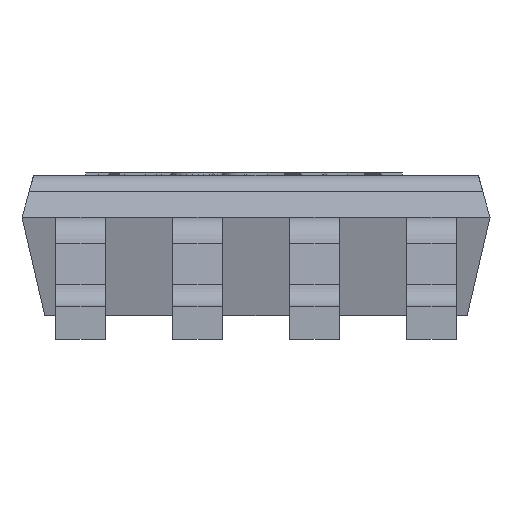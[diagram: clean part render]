
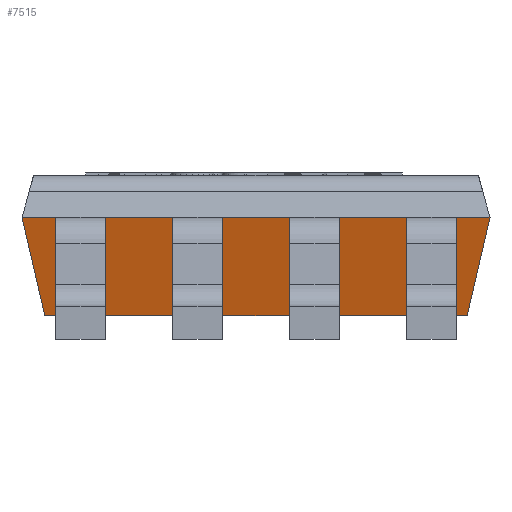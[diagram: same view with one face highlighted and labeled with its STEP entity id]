
A CAD part, left-side view. The second image highlights one B-rep face of the part: STEP entity #7515.
In plain terms, the highlighted free-form (B-spline) face has degree [1, 1] with [2, 2] control points.
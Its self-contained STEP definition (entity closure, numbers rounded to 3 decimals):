
#1681 = VERTEX_POINT('',#1682);
#1682 = CARTESIAN_POINT('',(-1.15,1.,0.52));
#1845 = VERTEX_POINT('',#1846);
#1846 = CARTESIAN_POINT('',(-1.15,-1.,0.52));
#6803 = EDGE_CURVE('',#6804,#1845,#6806,.T.);
#6804 = VERTEX_POINT('',#6805);
#6805 = CARTESIAN_POINT('',(-1.15,-0.855,0.52));
#6806 = LINE('',#6807,#6808);
#6807 = CARTESIAN_POINT('',(-1.15,1.,0.52));
#6808 = VECTOR('',#6809,1.);
#6809 = DIRECTION('',(0.,-1.,0.));
#6812 = VERTEX_POINT('',#6813);
#6813 = CARTESIAN_POINT('',(-1.15,-0.645,0.52));
#6819 = EDGE_CURVE('',#6820,#6812,#6822,.T.);
#6820 = VERTEX_POINT('',#6821);
#6821 = CARTESIAN_POINT('',(-1.15,-0.355,0.52));
#6822 = LINE('',#6823,#6824);
#6823 = CARTESIAN_POINT('',(-1.15,1.,0.52));
#6824 = VECTOR('',#6825,1.);
#6825 = DIRECTION('',(0.,-1.,0.));
#6828 = VERTEX_POINT('',#6829);
#6829 = CARTESIAN_POINT('',(-1.15,-0.145,0.52));
#6835 = EDGE_CURVE('',#6836,#6828,#6838,.T.);
#6836 = VERTEX_POINT('',#6837);
#6837 = CARTESIAN_POINT('',(-1.15,0.145,0.52));
#6838 = LINE('',#6839,#6840);
#6839 = CARTESIAN_POINT('',(-1.15,1.,0.52));
#6840 = VECTOR('',#6841,1.);
#6841 = DIRECTION('',(0.,-1.,0.));
#6844 = VERTEX_POINT('',#6845);
#6845 = CARTESIAN_POINT('',(-1.15,0.355,0.52));
#6851 = EDGE_CURVE('',#6852,#6844,#6854,.T.);
#6852 = VERTEX_POINT('',#6853);
#6853 = CARTESIAN_POINT('',(-1.15,0.645,0.52));
#6854 = LINE('',#6855,#6856);
#6855 = CARTESIAN_POINT('',(-1.15,1.,0.52));
#6856 = VECTOR('',#6857,1.);
#6857 = DIRECTION('',(0.,-1.,0.));
#6860 = VERTEX_POINT('',#6861);
#6861 = CARTESIAN_POINT('',(-1.15,0.855,0.52));
#6867 = EDGE_CURVE('',#1681,#6860,#6868,.T.);
#6868 = LINE('',#6869,#6870);
#6869 = CARTESIAN_POINT('',(-1.15,1.,0.52));
#6870 = VECTOR('',#6871,1.);
#6871 = DIRECTION('',(0.,-1.,0.));
#6884 = EDGE_CURVE('',#1681,#6885,#6887,.T.);
#6885 = VERTEX_POINT('',#6886);
#6886 = CARTESIAN_POINT('',(-1.038,0.903,0.1));
#6887 = B_SPLINE_CURVE_WITH_KNOTS('',1,(#6888,#6889),.UNSPECIFIED.,.F.,
  .F.,(2,2),(0.,1.),.PIECEWISE_BEZIER_KNOTS.);
#6888 = CARTESIAN_POINT('',(-1.15,1.,0.52));
#6889 = CARTESIAN_POINT('',(-1.038,0.903,0.1));
#6921 = VERTEX_POINT('',#6922);
#6922 = CARTESIAN_POINT('',(-1.038,-0.903,0.1));
#6928 = EDGE_CURVE('',#1845,#6921,#6929,.T.);
#6929 = B_SPLINE_CURVE_WITH_KNOTS('',1,(#6930,#6931),.UNSPECIFIED.,.F.,
  .F.,(2,2),(0.,1.),.PIECEWISE_BEZIER_KNOTS.);
#6930 = CARTESIAN_POINT('',(-1.15,-1.,0.52));
#6931 = CARTESIAN_POINT('',(-1.038,-0.903,0.1));
#7515 = ADVANCED_FACE('',(#7516),#7631,.F.);
#7516 = FACE_BOUND('',#7517,.F.);
#7517 = EDGE_LOOP('',(#7518,#7519,#7520,#7530,#7537,#7545,#7546,#7556,
    #7563,#7571,#7572,#7582,#7589,#7597,#7598,#7608,#7615,#7623,#7624,
    #7625));
#7518 = ORIENTED_EDGE('',*,*,#6884,.F.);
#7519 = ORIENTED_EDGE('',*,*,#6867,.T.);
#7520 = ORIENTED_EDGE('',*,*,#7521,.T.);
#7521 = EDGE_CURVE('',#6860,#7522,#7524,.T.);
#7522 = VERTEX_POINT('',#7523);
#7523 = CARTESIAN_POINT('',(-1.112,0.855,0.379));
#7524 = B_SPLINE_CURVE_WITH_KNOTS('',4,(#7525,#7526,#7527,#7528,#7529),
  .UNSPECIFIED.,.F.,.F.,(5,5),(0.,1.),.PIECEWISE_BEZIER_KNOTS.);
#7525 = CARTESIAN_POINT('',(-1.15,0.855,0.52));
#7526 = CARTESIAN_POINT('',(-1.124,0.855,0.423));
#7527 = CARTESIAN_POINT('',(-1.098,0.855,0.327));
#7528 = CARTESIAN_POINT('',(-1.073,0.855,0.231));
#7529 = CARTESIAN_POINT('',(-1.047,0.855,0.134));
#7530 = ORIENTED_EDGE('',*,*,#7531,.F.);
#7531 = EDGE_CURVE('',#7532,#7522,#7534,.T.);
#7532 = VERTEX_POINT('',#7533);
#7533 = CARTESIAN_POINT('',(-1.112,0.645,0.379));
#7534 = B_SPLINE_CURVE_WITH_KNOTS('',1,(#7535,#7536),.UNSPECIFIED.,.F.,
  .F.,(2,2),(0.,1.),.PIECEWISE_BEZIER_KNOTS.);
#7535 = CARTESIAN_POINT('',(-1.112,0.645,0.379));
#7536 = CARTESIAN_POINT('',(-1.112,0.855,0.379));
#7537 = ORIENTED_EDGE('',*,*,#7538,.F.);
#7538 = EDGE_CURVE('',#6852,#7532,#7539,.T.);
#7539 = B_SPLINE_CURVE_WITH_KNOTS('',4,(#7540,#7541,#7542,#7543,#7544),
  .UNSPECIFIED.,.F.,.F.,(5,5),(0.,1.),.PIECEWISE_BEZIER_KNOTS.);
#7540 = CARTESIAN_POINT('',(-1.15,0.645,0.52));
#7541 = CARTESIAN_POINT('',(-1.124,0.645,0.424));
#7542 = CARTESIAN_POINT('',(-1.098,0.645,0.327));
#7543 = CARTESIAN_POINT('',(-1.073,0.645,0.231));
#7544 = CARTESIAN_POINT('',(-1.047,0.645,0.134));
#7545 = ORIENTED_EDGE('',*,*,#6851,.T.);
#7546 = ORIENTED_EDGE('',*,*,#7547,.T.);
#7547 = EDGE_CURVE('',#6844,#7548,#7550,.T.);
#7548 = VERTEX_POINT('',#7549);
#7549 = CARTESIAN_POINT('',(-1.112,0.355,0.379));
#7550 = B_SPLINE_CURVE_WITH_KNOTS('',4,(#7551,#7552,#7553,#7554,#7555),
  .UNSPECIFIED.,.F.,.F.,(5,5),(0.,1.),.PIECEWISE_BEZIER_KNOTS.);
#7551 = CARTESIAN_POINT('',(-1.15,0.355,0.52));
#7552 = CARTESIAN_POINT('',(-1.124,0.355,0.424));
#7553 = CARTESIAN_POINT('',(-1.098,0.355,0.327));
#7554 = CARTESIAN_POINT('',(-1.073,0.355,0.231));
#7555 = CARTESIAN_POINT('',(-1.047,0.355,0.134));
#7556 = ORIENTED_EDGE('',*,*,#7557,.F.);
#7557 = EDGE_CURVE('',#7558,#7548,#7560,.T.);
#7558 = VERTEX_POINT('',#7559);
#7559 = CARTESIAN_POINT('',(-1.112,0.145,0.379));
#7560 = B_SPLINE_CURVE_WITH_KNOTS('',1,(#7561,#7562),.UNSPECIFIED.,.F.,
  .F.,(2,2),(0.,1.),.PIECEWISE_BEZIER_KNOTS.);
#7561 = CARTESIAN_POINT('',(-1.112,0.145,0.379));
#7562 = CARTESIAN_POINT('',(-1.112,0.355,0.379));
#7563 = ORIENTED_EDGE('',*,*,#7564,.F.);
#7564 = EDGE_CURVE('',#6836,#7558,#7565,.T.);
#7565 = B_SPLINE_CURVE_WITH_KNOTS('',4,(#7566,#7567,#7568,#7569,#7570),
  .UNSPECIFIED.,.F.,.F.,(5,5),(0.,1.),.PIECEWISE_BEZIER_KNOTS.);
#7566 = CARTESIAN_POINT('',(-1.15,0.145,0.52));
#7567 = CARTESIAN_POINT('',(-1.124,0.145,0.424));
#7568 = CARTESIAN_POINT('',(-1.098,0.145,0.327));
#7569 = CARTESIAN_POINT('',(-1.073,0.145,0.231));
#7570 = CARTESIAN_POINT('',(-1.047,0.145,0.134));
#7571 = ORIENTED_EDGE('',*,*,#6835,.T.);
#7572 = ORIENTED_EDGE('',*,*,#7573,.T.);
#7573 = EDGE_CURVE('',#6828,#7574,#7576,.T.);
#7574 = VERTEX_POINT('',#7575);
#7575 = CARTESIAN_POINT('',(-1.112,-0.145,0.379));
#7576 = B_SPLINE_CURVE_WITH_KNOTS('',4,(#7577,#7578,#7579,#7580,#7581),
  .UNSPECIFIED.,.F.,.F.,(5,5),(0.,1.),.PIECEWISE_BEZIER_KNOTS.);
#7577 = CARTESIAN_POINT('',(-1.15,-0.145,0.52));
#7578 = CARTESIAN_POINT('',(-1.124,-0.145,0.424));
#7579 = CARTESIAN_POINT('',(-1.098,-0.145,0.327));
#7580 = CARTESIAN_POINT('',(-1.073,-0.145,0.231));
#7581 = CARTESIAN_POINT('',(-1.047,-0.145,0.134));
#7582 = ORIENTED_EDGE('',*,*,#7583,.F.);
#7583 = EDGE_CURVE('',#7584,#7574,#7586,.T.);
#7584 = VERTEX_POINT('',#7585);
#7585 = CARTESIAN_POINT('',(-1.112,-0.355,0.379));
#7586 = B_SPLINE_CURVE_WITH_KNOTS('',1,(#7587,#7588),.UNSPECIFIED.,.F.,
  .F.,(2,2),(0.,1.),.PIECEWISE_BEZIER_KNOTS.);
#7587 = CARTESIAN_POINT('',(-1.112,-0.355,0.379));
#7588 = CARTESIAN_POINT('',(-1.112,-0.145,0.379));
#7589 = ORIENTED_EDGE('',*,*,#7590,.F.);
#7590 = EDGE_CURVE('',#6820,#7584,#7591,.T.);
#7591 = B_SPLINE_CURVE_WITH_KNOTS('',4,(#7592,#7593,#7594,#7595,#7596),
  .UNSPECIFIED.,.F.,.F.,(5,5),(0.,1.),.PIECEWISE_BEZIER_KNOTS.);
#7592 = CARTESIAN_POINT('',(-1.15,-0.355,0.52));
#7593 = CARTESIAN_POINT('',(-1.124,-0.355,0.424));
#7594 = CARTESIAN_POINT('',(-1.098,-0.355,0.327));
#7595 = CARTESIAN_POINT('',(-1.073,-0.355,0.231));
#7596 = CARTESIAN_POINT('',(-1.047,-0.355,0.134));
#7597 = ORIENTED_EDGE('',*,*,#6819,.T.);
#7598 = ORIENTED_EDGE('',*,*,#7599,.T.);
#7599 = EDGE_CURVE('',#6812,#7600,#7602,.T.);
#7600 = VERTEX_POINT('',#7601);
#7601 = CARTESIAN_POINT('',(-1.112,-0.645,0.379));
#7602 = B_SPLINE_CURVE_WITH_KNOTS('',4,(#7603,#7604,#7605,#7606,#7607),
  .UNSPECIFIED.,.F.,.F.,(5,5),(0.,1.),.PIECEWISE_BEZIER_KNOTS.);
#7603 = CARTESIAN_POINT('',(-1.15,-0.645,0.52));
#7604 = CARTESIAN_POINT('',(-1.124,-0.645,0.424));
#7605 = CARTESIAN_POINT('',(-1.098,-0.645,0.327));
#7606 = CARTESIAN_POINT('',(-1.073,-0.645,0.231));
#7607 = CARTESIAN_POINT('',(-1.047,-0.645,0.134));
#7608 = ORIENTED_EDGE('',*,*,#7609,.F.);
#7609 = EDGE_CURVE('',#7610,#7600,#7612,.T.);
#7610 = VERTEX_POINT('',#7611);
#7611 = CARTESIAN_POINT('',(-1.112,-0.855,0.379));
#7612 = B_SPLINE_CURVE_WITH_KNOTS('',1,(#7613,#7614),.UNSPECIFIED.,.F.,
  .F.,(2,2),(0.,1.),.PIECEWISE_BEZIER_KNOTS.);
#7613 = CARTESIAN_POINT('',(-1.112,-0.855,0.379));
#7614 = CARTESIAN_POINT('',(-1.112,-0.645,0.379));
#7615 = ORIENTED_EDGE('',*,*,#7616,.F.);
#7616 = EDGE_CURVE('',#6804,#7610,#7617,.T.);
#7617 = B_SPLINE_CURVE_WITH_KNOTS('',4,(#7618,#7619,#7620,#7621,#7622),
  .UNSPECIFIED.,.F.,.F.,(5,5),(0.,1.),.PIECEWISE_BEZIER_KNOTS.);
#7618 = CARTESIAN_POINT('',(-1.15,-0.855,0.52));
#7619 = CARTESIAN_POINT('',(-1.124,-0.855,0.423));
#7620 = CARTESIAN_POINT('',(-1.098,-0.855,0.327));
#7621 = CARTESIAN_POINT('',(-1.073,-0.855,0.231));
#7622 = CARTESIAN_POINT('',(-1.047,-0.855,0.134));
#7623 = ORIENTED_EDGE('',*,*,#6803,.T.);
#7624 = ORIENTED_EDGE('',*,*,#6928,.T.);
#7625 = ORIENTED_EDGE('',*,*,#7626,.F.);
#7626 = EDGE_CURVE('',#6885,#6921,#7627,.T.);
#7627 = LINE('',#7628,#7629);
#7628 = CARTESIAN_POINT('',(-1.038,0.903,0.1));
#7629 = VECTOR('',#7630,1.);
#7630 = DIRECTION('',(0.,-1.,0.));
#7631 = B_SPLINE_SURFACE_WITH_KNOTS('',1,1,(
    (#7632,#7633)
    ,(#7634,#7635
    )),.UNSPECIFIED.,.F.,.F.,.F.,(2,2),(2,2),(0.,2.),(0.,1.),
  .PIECEWISE_BEZIER_KNOTS.);
#7632 = CARTESIAN_POINT('',(-1.15,1.,0.52));
#7633 = CARTESIAN_POINT('',(-1.038,0.903,0.1));
#7634 = CARTESIAN_POINT('',(-1.15,-1.,0.52));
#7635 = CARTESIAN_POINT('',(-1.038,-0.903,0.1));
